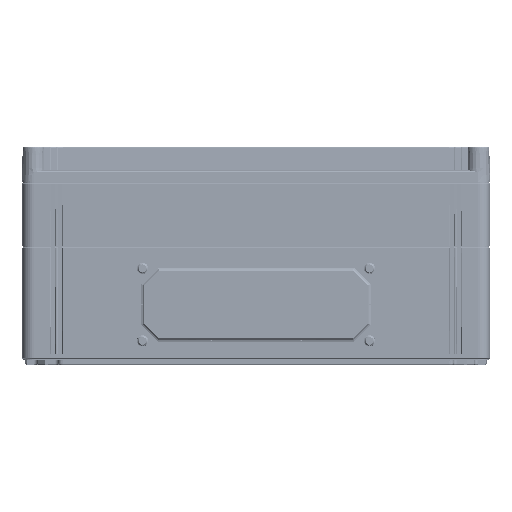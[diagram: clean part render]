
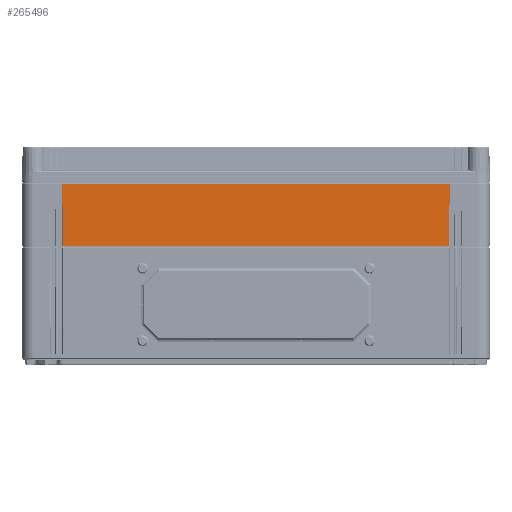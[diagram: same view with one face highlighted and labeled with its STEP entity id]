
A CAD part, left-side view. The second image highlights one B-rep face of the part: STEP entity #265496.
In plain terms, the highlighted planar face has unit normal (-1, 0, 0).
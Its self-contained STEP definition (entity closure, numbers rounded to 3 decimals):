
#225293=DIRECTION('',(0.,1.,0.));
#225294=VECTOR('',#225293,330.4);
#225295=CARTESIAN_POINT('',(-300.,-165.2,-59.1));
#225296=LINE('',#225295,#225294);
#227275=DIRECTION('',(0.,1.,0.));
#227276=VECTOR('',#227275,330.958);
#227277=CARTESIAN_POINT('',(-300.,-165.479,-5.777));
#227278=LINE('',#227277,#227276);
#244685=DIRECTION('',(0.,-0.005,1.));
#244686=VECTOR('',#244685,53.324);
#244687=CARTESIAN_POINT('',(-300.,-165.2,-59.1));
#244688=LINE('',#244687,#244686);
#244775=DIRECTION('',(0.,-0.005,-1.));
#244776=VECTOR('',#244775,53.324);
#244777=CARTESIAN_POINT('',(-300.,165.479,-5.777));
#244778=LINE('',#244777,#244776);
#249639=CARTESIAN_POINT('',(-300.,165.479,-5.777));
#249640=CARTESIAN_POINT('',(-300.,165.2,-59.1));
#249641=VERTEX_POINT('',#249639);
#249642=VERTEX_POINT('',#249640);
#249646=CARTESIAN_POINT('',(-300.,-165.2,-59.1));
#249647=CARTESIAN_POINT('',(-300.,-165.479,-5.777));
#249648=VERTEX_POINT('',#249646);
#249649=VERTEX_POINT('',#249647);
#265483=CARTESIAN_POINT('',(-300.,-190.,0.));
#265484=DIRECTION('',(-1.,0.,0.));
#265485=DIRECTION('',(0.,1.,0.));
#265486=AXIS2_PLACEMENT_3D('',#265483,#265484,#265485);
#265487=PLANE('',#265486);
#265489=ORIENTED_EDGE('',*,*,#265488,.F.);
#265490=ORIENTED_EDGE('',*,*,#265425,.F.);
#265492=ORIENTED_EDGE('',*,*,#265491,.F.);
#265493=ORIENTED_EDGE('',*,*,#264038,.T.);
#265494=EDGE_LOOP('',(#265489,#265490,#265492,#265493));
#265495=FACE_OUTER_BOUND('',#265494,.F.);
#265496=ADVANCED_FACE('',(#265495),#265487,.T.);
#264038=EDGE_CURVE('',#249648,#249642,#225296,.T.);
#265425=EDGE_CURVE('',#249649,#249641,#227278,.T.);
#265488=EDGE_CURVE('',#249641,#249642,#244778,.T.);
#265491=EDGE_CURVE('',#249648,#249649,#244688,.T.);
